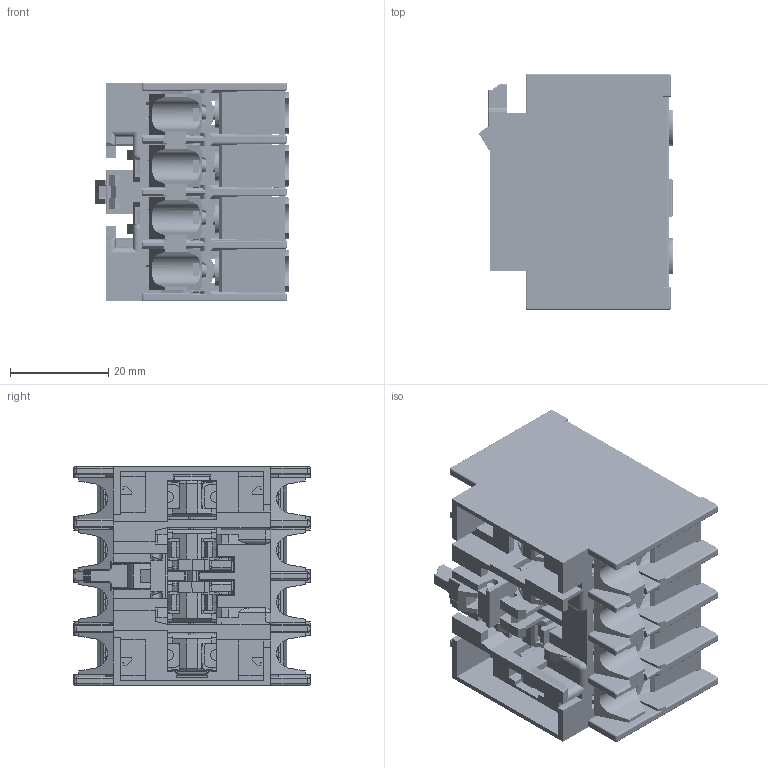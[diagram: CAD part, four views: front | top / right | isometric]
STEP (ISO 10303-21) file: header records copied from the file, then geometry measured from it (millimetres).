
FILE_DESCRIPTION(/* description */ (''),/* implementation_level */ '2;1');
FILE_NAME(/* name */ 'c_lzzch022--_3d.stp',/* time_stamp */ '2020-04-06T13:51:03+02:00',/* author */ ('f.bogacz'),/* organization */ (''),/* preprocessor_version */ 'ST-DEVELOPER v17.2',/* originating_system */ 'AutoCAD Mechanical',/* authorisation */ '');
FILE_SCHEMA (('AUTOMOTIVE_DESIGN { 1 0 10303 214 3 1 1 }'));
Products named in the file (2): Product; LZZCH022--
Assembly tree (1 placements, depth 2):
  Product
    LZZCH022--
Bounding box: 39.5 x 48 x 44.5 mm (x, y, z)
Volume: 32104.4 mm3; surface area: 46961.7 mm2
Topology: 1 solids, 106 shells, 5706 faces, 16895 edges, 10913 vertices
Faces by surface type: plane 3883, cylinder 1124, sphere 250, torus 246, bspline 151, cone 52
Entity records: 252163 total; most frequent: CARTESIAN_POINT 97567, ORIENTED_EDGE 33242, DIRECTION 31714, EDGE_CURVE 16895, LINE 11420, VECTOR 11420, VERTEX_POINT 10913, AXIS2_PLACEMENT_3D 10147
